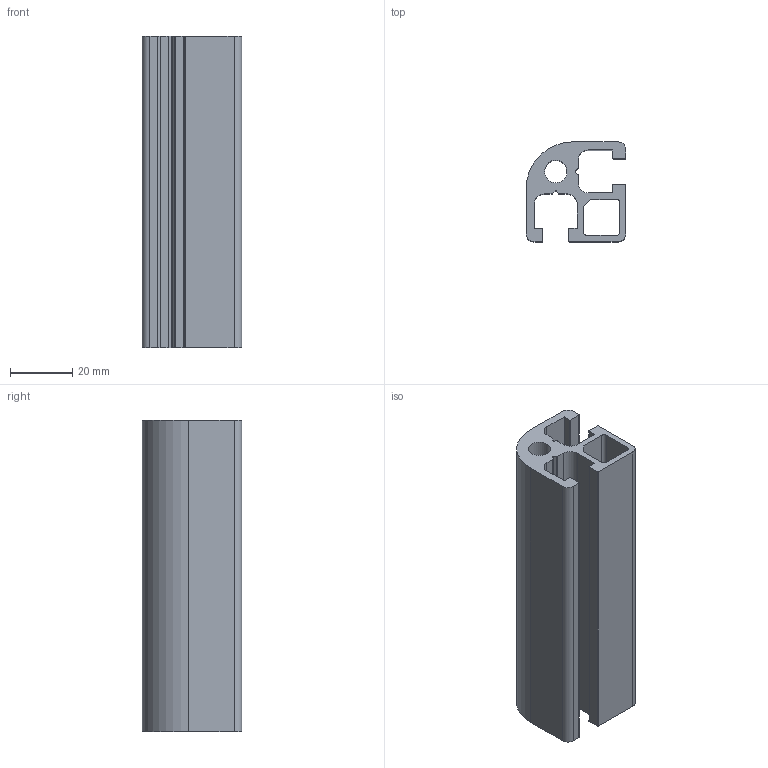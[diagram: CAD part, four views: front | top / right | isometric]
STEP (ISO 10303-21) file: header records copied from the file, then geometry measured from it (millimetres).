
FILE_DESCRIPTION(/* description */ (''),/* implementation_level */ '2;1');
FILE_NAME(/* name */ 'BPRDD0000079.stp',/* time_stamp */ '2017-07-12T18:04:30+02:00',/* author */ ('fzagni'),/* organization */ (''),/* preprocessor_version */ 'ST-DEVELOPER v16.1',/* originating_system */ 'Autodesk Inventor 2016',/* authorisation */ '');
FILE_SCHEMA (('AUTOMOTIVE_DESIGN { 1 0 10303 214 3 1 1 }'));
Length unit declared in the file: millimetre
Products named in the file (1): BPRDD0000074-100
Bounding box: 32 x 32 x 100 mm (x, y, z)
Volume: 43118.1 mm3; surface area: 27168.2 mm2
Topology: 1 solids, 1 shells, 59 faces, 171 edges, 114 vertices
Faces by surface type: plane 33, cylinder 26
Full cylindrical faces by diameter (mm): 7.2 x1
Entity records: 1984 total; most frequent: CARTESIAN_POINT 344, DIRECTION 342, ORIENTED_EDGE 340, EDGE_CURVE 170, LINE 118, VECTOR 118, VERTEX_POINT 114, AXIS2_PLACEMENT_3D 112
